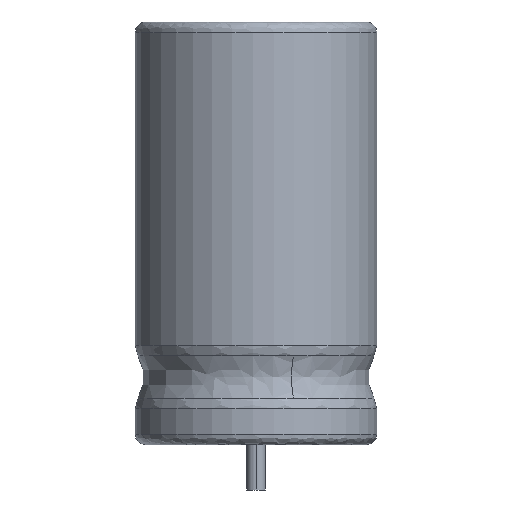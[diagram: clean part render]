
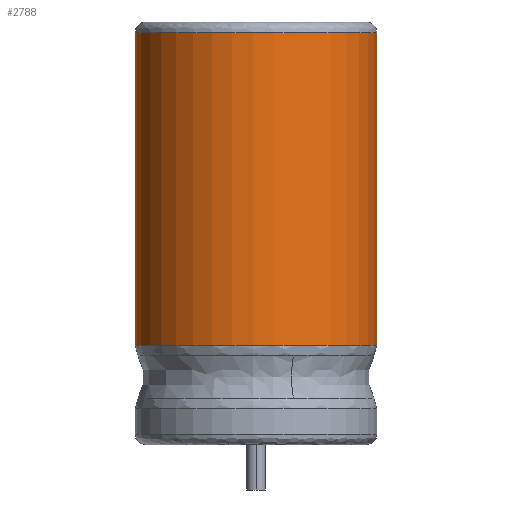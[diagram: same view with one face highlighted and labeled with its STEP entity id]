
A CAD part, left-side view. The second image highlights one B-rep face of the part: STEP entity #2788.
In plain terms, the highlighted cylindrical face has radius 4 mm (diameter 8 mm), a partial arc.
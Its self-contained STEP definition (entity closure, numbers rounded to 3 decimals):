
#322 = CARTESIAN_POINT ( 'NONE',  ( 3.759, -1.368, -3.191 ) ) ;
#346 = DIRECTION ( 'NONE',  ( 0., 0., -1. ) ) ;
#351 = VECTOR ( 'NONE', #1805, 1000. ) ;
#507 = DIRECTION ( 'NONE',  ( 0., 0., -1. ) ) ;
#631 = VERTEX_POINT ( 'NONE', #322 ) ;
#667 = CIRCLE ( 'NONE', #1944, 4. ) ;
#863 = LINE ( 'NONE', #2353, #351 ) ;
#896 = ORIENTED_EDGE ( 'NONE', *, *, #2250, .F. ) ;
#1009 = AXIS2_PLACEMENT_3D ( 'NONE', #2703, #3347, #3593 ) ;
#1193 = CARTESIAN_POINT ( 'NONE',  ( 0., 0., 2.061 ) ) ;
#1224 = CARTESIAN_POINT ( 'NONE',  ( 3.759, 1.368, 7.171 ) ) ;
#1255 = CARTESIAN_POINT ( 'NONE',  ( 0., 0., 7.171 ) ) ;
#1367 = CARTESIAN_POINT ( 'NONE',  ( 3.759, -1.368, 0.574 ) ) ;
#1524 = FACE_OUTER_BOUND ( 'NONE', #2415, .T. ) ;
#1534 = EDGE_CURVE ( 'NONE', #2739, #2586, #667, .T. ) ;
#1575 = VECTOR ( 'NONE', #507, 1000. ) ;
#1805 = DIRECTION ( 'NONE',  ( 0., 0., -1. ) ) ;
#1944 = AXIS2_PLACEMENT_3D ( 'NONE', #1255, #346, #3193 ) ;
#2250 = EDGE_CURVE ( 'NONE', #2739, #631, #3252, .T. ) ;
#2353 = CARTESIAN_POINT ( 'NONE',  ( 3.759, 1.368, 0.574 ) ) ;
#2415 = EDGE_LOOP ( 'NONE', ( #3271, #3595, #3476, #896 ) ) ;
#2559 = EDGE_CURVE ( 'NONE', #3863, #631, #3556, .T. ) ;
#2586 = VERTEX_POINT ( 'NONE', #1224 ) ;
#2681 = CARTESIAN_POINT ( 'NONE',  ( 3.759, -1.368, 7.171 ) ) ;
#2703 = CARTESIAN_POINT ( 'NONE',  ( 0., 0., -3.191 ) ) ;
#2725 = CARTESIAN_POINT ( 'NONE',  ( 3.759, 1.368, -3.191 ) ) ;
#2739 = VERTEX_POINT ( 'NONE', #2681 ) ;
#2788 = ADVANCED_FACE ( 'NONE', ( #1524 ), #3315, .T. ) ;
#3193 = DIRECTION ( 'NONE',  ( 1., 0., 0. ) ) ;
#3252 = LINE ( 'NONE', #1367, #1575 ) ;
#3271 = ORIENTED_EDGE ( 'NONE', *, *, #1534, .T. ) ;
#3315 = CYLINDRICAL_SURFACE ( 'NONE', #3944, 4. ) ;
#3347 = DIRECTION ( 'NONE',  ( 0., 0., 1. ) ) ;
#3476 = ORIENTED_EDGE ( 'NONE', *, *, #2559, .T. ) ;
#3488 = EDGE_CURVE ( 'NONE', #2586, #3863, #863, .T. ) ;
#3556 = CIRCLE ( 'NONE', #1009, 4. ) ;
#3593 = DIRECTION ( 'NONE',  ( 1., 0., 0. ) ) ;
#3595 = ORIENTED_EDGE ( 'NONE', *, *, #3488, .T. ) ;
#3623 = DIRECTION ( 'NONE',  ( 1., 0., 0. ) ) ;
#3863 = VERTEX_POINT ( 'NONE', #2725 ) ;
#3944 = AXIS2_PLACEMENT_3D ( 'NONE', #1193, #3956, #3623 ) ;
#3956 = DIRECTION ( 'NONE',  ( 0., 0., 1. ) ) ;
